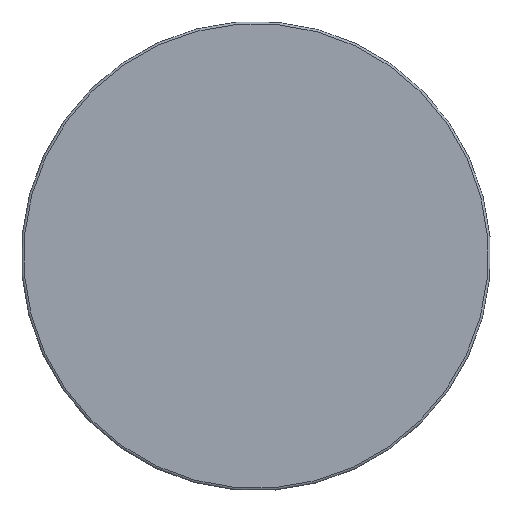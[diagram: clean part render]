
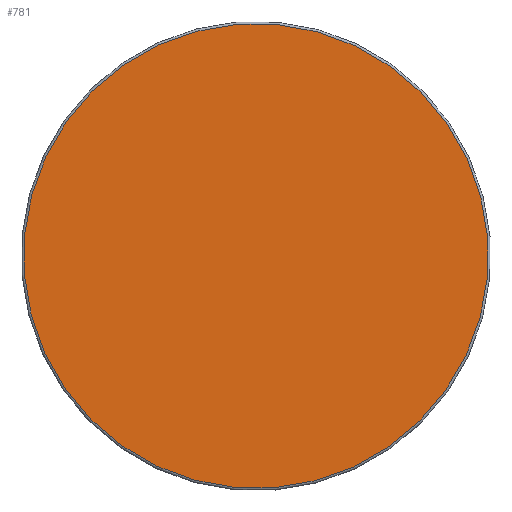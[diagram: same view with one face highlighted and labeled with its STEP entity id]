
A CAD part, front view. The second image highlights one B-rep face of the part: STEP entity #781.
In plain terms, the highlighted planar face has unit normal (0, -1, 0).
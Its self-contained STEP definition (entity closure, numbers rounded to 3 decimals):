
#179=FACE_OUTER_BOUND('',#230,.T.);
#230=EDGE_LOOP('',(#669,#670));
#273=CIRCLE('',#887,118.75);
#274=CIRCLE('',#888,118.75);
#348=VERTEX_POINT('',#1427);
#349=VERTEX_POINT('',#1428);
#454=EDGE_CURVE('',#348,#349,#273,.T.);
#455=EDGE_CURVE('',#349,#348,#274,.T.);
#669=ORIENTED_EDGE('',*,*,#454,.T.);
#670=ORIENTED_EDGE('',*,*,#455,.T.);
#695=PLANE('',#890);
#781=ADVANCED_FACE('',(#179),#695,.T.);
#887=AXIS2_PLACEMENT_3D('',#1429,#1098,#1099);
#888=AXIS2_PLACEMENT_3D('',#1430,#1100,#1101);
#890=AXIS2_PLACEMENT_3D('',#1432,#1104,#1105);
#1098=DIRECTION('center_axis',(0.,-1.,0.));
#1099=DIRECTION('ref_axis',(0.092,0.,0.996));
#1100=DIRECTION('center_axis',(0.,-1.,0.));
#1101=DIRECTION('ref_axis',(0.092,0.,0.996));
#1104=DIRECTION('center_axis',(0.,-1.,0.));
#1105=DIRECTION('ref_axis',(0.996,0.,-0.092));
#1427=CARTESIAN_POINT('',(10.904,0.,118.248));
#1428=CARTESIAN_POINT('',(-118.248,0.,10.904));
#1429=CARTESIAN_POINT('Origin',(0.,0.,
0.));
#1430=CARTESIAN_POINT('Origin',(0.,0.,
0.));
#1432=CARTESIAN_POINT('Origin',(0.,0.,
0.));
